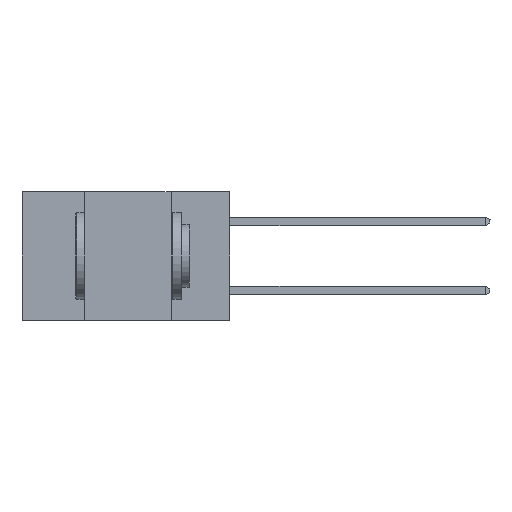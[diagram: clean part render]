
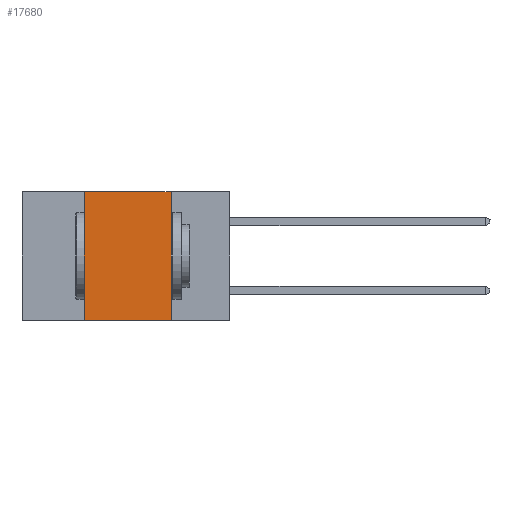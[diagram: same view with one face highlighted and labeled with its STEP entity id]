
A CAD part, left-side view. The second image highlights one B-rep face of the part: STEP entity #17680.
In plain terms, the highlighted planar face has unit normal (-1, 0, 0).
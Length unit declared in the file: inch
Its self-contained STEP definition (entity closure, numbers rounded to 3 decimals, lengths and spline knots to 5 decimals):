
#1351 = ORIENTED_EDGE ( 'NONE', *, *, #28233, .F. ) ;
#2761 = CARTESIAN_POINT ( 'NONE',  ( 0., 0.17, 0. ) ) ;
#2827 = LINE ( 'NONE', #10312, #27238 ) ;
#3595 = VERTEX_POINT ( 'NONE', #2761 ) ;
#7143 = VECTOR ( 'NONE', #7999, 39.37008 ) ;
#7999 = DIRECTION ( 'NONE',  ( 0., 0., 1. ) ) ;
#10312 = CARTESIAN_POINT ( 'NONE',  ( 0., 0.6, -0.37 ) ) ;
#11341 = DIRECTION ( 'NONE',  ( 1., 0., 0. ) ) ;
#11498 = ORIENTED_EDGE ( 'NONE', *, *, #18232, .F. ) ;
#11524 = CARTESIAN_POINT ( 'NONE',  ( 0., 0.42, -0.37 ) ) ;
#12391 = EDGE_CURVE ( 'NONE', #3595, #13686, #14100, .T. ) ;
#12781 = VERTEX_POINT ( 'NONE', #24685 ) ;
#13686 = VERTEX_POINT ( 'NONE', #14493 ) ;
#14100 = LINE ( 'NONE', #20991, #25842 ) ;
#14201 = VECTOR ( 'NONE', #26363, 39.37008 ) ;
#14493 = CARTESIAN_POINT ( 'NONE',  ( 0., 0.17, -0.37 ) ) ;
#16423 = ORIENTED_EDGE ( 'NONE', *, *, #12391, .F. ) ;
#17680 = ADVANCED_FACE ( 'NONE', ( #21950 ), #18300, .F. ) ;
#18232 = EDGE_CURVE ( 'NONE', #21940, #12781, #25978, .T. ) ;
#18300 = PLANE ( 'NONE',  #21990 ) ;
#19742 = CARTESIAN_POINT ( 'NONE',  ( 0., 0.42, 0. ) ) ;
#20991 = CARTESIAN_POINT ( 'NONE',  ( 0., 0.17, 0. ) ) ;
#21496 = ORIENTED_EDGE ( 'NONE', *, *, #26723, .T. ) ;
#21940 = VERTEX_POINT ( 'NONE', #11524 ) ;
#21950 = FACE_OUTER_BOUND ( 'NONE', #24574, .T. ) ;
#21990 = AXIS2_PLACEMENT_3D ( 'NONE', #25408, #11341, #27783 ) ;
#23357 = DIRECTION ( 'NONE',  ( 0., 0., -1. ) ) ;
#24097 = CARTESIAN_POINT ( 'NONE',  ( 0., 0.6, 0. ) ) ;
#24574 = EDGE_LOOP ( 'NONE', ( #16423, #1351, #11498, #21496 ) ) ;
#24685 = CARTESIAN_POINT ( 'NONE',  ( 0., 0.42, 0. ) ) ;
#25408 = CARTESIAN_POINT ( 'NONE',  ( 0., 0.6, 0. ) ) ;
#25842 = VECTOR ( 'NONE', #23357, 39.37008 ) ;
#25978 = LINE ( 'NONE', #19742, #7143 ) ;
#26363 = DIRECTION ( 'NONE',  ( 0., -1., 0. ) ) ;
#26681 = LINE ( 'NONE', #24097, #14201 ) ;
#26723 = EDGE_CURVE ( 'NONE', #21940, #13686, #2827, .T. ) ;
#26786 = DIRECTION ( 'NONE',  ( 0., -1., 0. ) ) ;
#27238 = VECTOR ( 'NONE', #26786, 39.37008 ) ;
#27783 = DIRECTION ( 'NONE',  ( 0., 0., -1. ) ) ;
#28233 = EDGE_CURVE ( 'NONE', #12781, #3595, #26681, .T. ) ;
